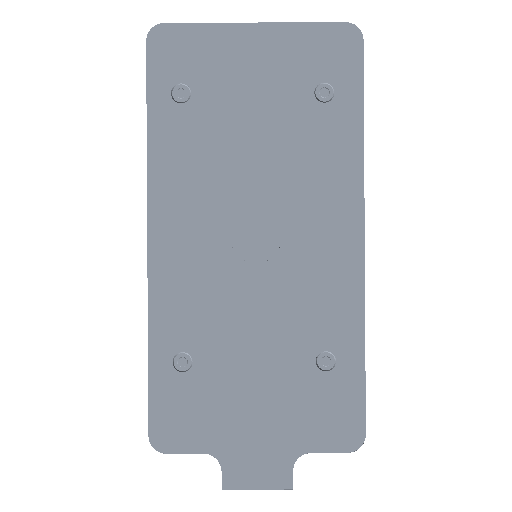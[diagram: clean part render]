
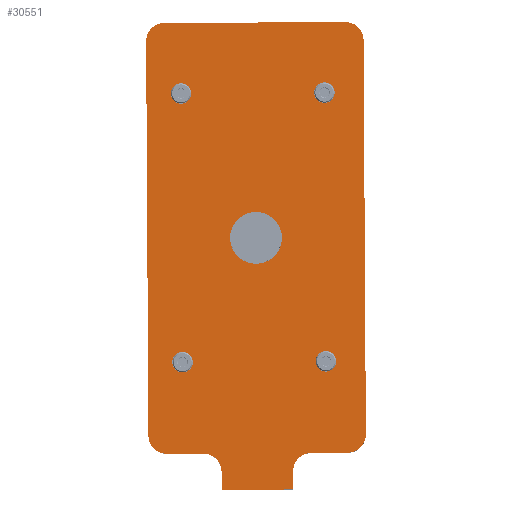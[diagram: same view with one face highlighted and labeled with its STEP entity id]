
A CAD part, top view. The second image highlights one B-rep face of the part: STEP entity #30551.
In plain terms, the highlighted planar face has unit normal (0, 0, 1).
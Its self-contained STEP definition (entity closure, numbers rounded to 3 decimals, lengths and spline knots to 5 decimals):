
#1530=LINE('',#57196,#2202);
#1536=LINE('',#57235,#2208);
#1537=LINE('',#57240,#2209);
#1538=LINE('',#57245,#2210);
#1539=LINE('',#57247,#2211);
#1540=LINE('',#57249,#2212);
#1541=LINE('',#57253,#2213);
#1542=LINE('',#57257,#2214);
#2202=VECTOR('',#44499,1.);
#2208=VECTOR('',#44535,1.);
#2209=VECTOR('',#44538,1.);
#2210=VECTOR('',#44543,1.);
#2211=VECTOR('',#44544,1.);
#2212=VECTOR('',#44545,1.);
#2213=VECTOR('',#44548,1.);
#2214=VECTOR('',#44551,1.);
#2874=PLANE('',#40266);
#3194=CIRCLE('',#40267,0.00281);
#3195=CIRCLE('',#40268,0.00281);
#3196=CIRCLE('',#40269,0.00281);
#3197=CIRCLE('',#40270,0.00281);
#3198=CIRCLE('',#40271,0.005);
#3199=CIRCLE('',#40272,0.005);
#3200=CIRCLE('',#40273,0.005);
#3201=CIRCLE('',#40274,0.005);
#3202=CIRCLE('',#40275,0.005);
#3203=CIRCLE('',#40276,0.005);
#3204=CIRCLE('',#40277,0.00711);
#7061=ORIENTED_EDGE('',*,*,#13869,.F.);
#7062=ORIENTED_EDGE('',*,*,#13870,.F.);
#7063=ORIENTED_EDGE('',*,*,#13871,.F.);
#7064=ORIENTED_EDGE('',*,*,#13872,.F.);
#7065=ORIENTED_EDGE('',*,*,#13873,.F.);
#7066=ORIENTED_EDGE('',*,*,#13874,.T.);
#7067=ORIENTED_EDGE('',*,*,#13875,.F.);
#7068=ORIENTED_EDGE('',*,*,#13876,.T.);
#7069=ORIENTED_EDGE('',*,*,#13854,.T.);
#7070=ORIENTED_EDGE('',*,*,#13877,.T.);
#7071=ORIENTED_EDGE('',*,*,#13878,.F.);
#7072=ORIENTED_EDGE('',*,*,#13879,.T.);
#7073=ORIENTED_EDGE('',*,*,#13880,.T.);
#7074=ORIENTED_EDGE('',*,*,#13881,.T.);
#7075=ORIENTED_EDGE('',*,*,#13882,.T.);
#7076=ORIENTED_EDGE('',*,*,#13883,.T.);
#7077=ORIENTED_EDGE('',*,*,#13884,.T.);
#7078=ORIENTED_EDGE('',*,*,#13885,.T.);
#7079=ORIENTED_EDGE('',*,*,#13886,.F.);
#13854=EDGE_CURVE('',#17266,#17265,#1530,.T.);
#13869=EDGE_CURVE('',#17280,#17280,#3194,.T.);
#13870=EDGE_CURVE('',#17281,#17281,#3195,.T.);
#13871=EDGE_CURVE('',#17282,#17282,#3196,.T.);
#13872=EDGE_CURVE('',#17283,#17283,#3197,.T.);
#13873=EDGE_CURVE('',#17284,#17285,#1536,.T.);
#13874=EDGE_CURVE('',#17284,#17286,#3198,.T.);
#13875=EDGE_CURVE('',#17287,#17286,#1537,.T.);
#13876=EDGE_CURVE('',#17287,#17266,#3199,.T.);
#13877=EDGE_CURVE('',#17265,#17288,#3200,.F.);
#13878=EDGE_CURVE('',#17289,#17288,#1538,.T.);
#13879=EDGE_CURVE('',#17289,#17290,#1539,.T.);
#13880=EDGE_CURVE('',#17290,#17291,#1540,.T.);
#13881=EDGE_CURVE('',#17291,#17292,#3201,.F.);
#13882=EDGE_CURVE('',#17292,#17293,#1541,.T.);
#13883=EDGE_CURVE('',#17293,#17294,#3202,.T.);
#13884=EDGE_CURVE('',#17294,#17295,#1542,.T.);
#13885=EDGE_CURVE('',#17295,#17285,#3203,.T.);
#13886=EDGE_CURVE('',#17296,#17296,#3204,.T.);
#17265=VERTEX_POINT('',#57195);
#17266=VERTEX_POINT('',#57197);
#17280=VERTEX_POINT('',#57228);
#17281=VERTEX_POINT('',#57230);
#17282=VERTEX_POINT('',#57232);
#17283=VERTEX_POINT('',#57234);
#17284=VERTEX_POINT('',#57236);
#17285=VERTEX_POINT('',#57237);
#17286=VERTEX_POINT('',#57239);
#17287=VERTEX_POINT('',#57241);
#17288=VERTEX_POINT('',#57244);
#17289=VERTEX_POINT('',#57246);
#17290=VERTEX_POINT('',#57248);
#17291=VERTEX_POINT('',#57250);
#17292=VERTEX_POINT('',#57252);
#17293=VERTEX_POINT('',#57254);
#17294=VERTEX_POINT('',#57256);
#17295=VERTEX_POINT('',#57258);
#17296=VERTEX_POINT('',#57261);
#20525=EDGE_LOOP('',(#7061));
#20526=EDGE_LOOP('',(#7062));
#20527=EDGE_LOOP('',(#7063));
#20528=EDGE_LOOP('',(#7064));
#20529=EDGE_LOOP('',(#7065,#7066,#7067,#7068,#7069,#7070,#7071,#7072,#7073,
#7074,#7075,#7076,#7077,#7078));
#20530=EDGE_LOOP('',(#7079));
#25545=FACE_BOUND('',#20525,.T.);
#25546=FACE_BOUND('',#20526,.T.);
#25547=FACE_BOUND('',#20527,.T.);
#25548=FACE_BOUND('',#20528,.T.);
#25549=FACE_BOUND('',#20529,.T.);
#25550=FACE_BOUND('',#20530,.T.);
#30551=ADVANCED_FACE('',(#25545,#25546,#25547,#25548,#25549,#25550),#2874,
 .T.);
#40266=AXIS2_PLACEMENT_3D('',#57226,#44525,#44526);
#40267=AXIS2_PLACEMENT_3D('',#57227,#44527,#44528);
#40268=AXIS2_PLACEMENT_3D('',#57229,#44529,#44530);
#40269=AXIS2_PLACEMENT_3D('',#57231,#44531,#44532);
#40270=AXIS2_PLACEMENT_3D('',#57233,#44533,#44534);
#40271=AXIS2_PLACEMENT_3D('',#57238,#44536,#44537);
#40272=AXIS2_PLACEMENT_3D('',#57242,#44539,#44540);
#40273=AXIS2_PLACEMENT_3D('',#57243,#44541,#44542);
#40274=AXIS2_PLACEMENT_3D('',#57251,#44546,#44547);
#40275=AXIS2_PLACEMENT_3D('',#57255,#44549,#44550);
#40276=AXIS2_PLACEMENT_3D('',#57259,#44552,#44553);
#40277=AXIS2_PLACEMENT_3D('',#57260,#44554,#44555);
#44499=DIRECTION('',(1.,0.,0.));
#44525=DIRECTION('',(0.,0.,1.));
#44526=DIRECTION('',(1.,0.,0.));
#44527=DIRECTION('',(0.,0.,1.));
#44528=DIRECTION('',(1.,0.,0.));
#44529=DIRECTION('',(0.,0.,1.));
#44530=DIRECTION('',(1.,0.,0.));
#44531=DIRECTION('',(0.,0.,1.));
#44532=DIRECTION('',(1.,0.,0.));
#44533=DIRECTION('',(0.,0.,1.));
#44534=DIRECTION('',(1.,0.,0.));
#44535=DIRECTION('',(1.,0.,0.));
#44536=DIRECTION('',(0.,0.,1.));
#44537=DIRECTION('',(1.,0.,0.));
#44538=DIRECTION('',(0.,1.,0.));
#44539=DIRECTION('',(0.,0.,1.));
#44540=DIRECTION('',(1.,0.,0.));
#44541=DIRECTION('',(0.,0.,1.));
#44542=DIRECTION('',(1.,0.,0.));
#44543=DIRECTION('',(0.,1.,0.));
#44544=DIRECTION('',(1.,0.,0.));
#44545=DIRECTION('',(0.,1.,0.));
#44546=DIRECTION('',(0.,0.,1.));
#44547=DIRECTION('',(1.,0.,0.));
#44548=DIRECTION('',(1.,0.,0.));
#44549=DIRECTION('',(0.,0.,1.));
#44550=DIRECTION('',(1.,0.,0.));
#44551=DIRECTION('',(0.,1.,0.));
#44552=DIRECTION('',(0.,0.,1.));
#44553=DIRECTION('',(1.,0.,0.));
#44554=DIRECTION('',(0.,0.,1.));
#44555=DIRECTION('',(1.,0.,0.));
#57195=CARTESIAN_POINT('',(-0.01482,-0.05913,0.006));
#57196=CARTESIAN_POINT('',(0.,-0.05913,0.006));
#57197=CARTESIAN_POINT('',(-0.02485,-0.05913,0.006));
#57226=CARTESIAN_POINT('',(0.,0.,0.006));
#57227=CARTESIAN_POINT('',(0.01901,-0.03401,0.006));
#57228=CARTESIAN_POINT('',(0.02183,-0.03401,0.006));
#57229=CARTESIAN_POINT('',(0.01901,0.03977,0.006));
#57230=CARTESIAN_POINT('',(0.02183,0.03977,0.006));
#57231=CARTESIAN_POINT('',(-0.02036,0.03977,0.006));
#57232=CARTESIAN_POINT('',(-0.01754,0.03977,0.006));
#57233=CARTESIAN_POINT('',(-0.02036,-0.03401,0.006));
#57234=CARTESIAN_POINT('',(-0.01754,-0.03401,0.006));
#57235=CARTESIAN_POINT('',(0.,0.05913,0.006));
#57236=CARTESIAN_POINT('',(-0.02485,0.05913,0.006));
#57237=CARTESIAN_POINT('',(0.02485,0.05913,0.006));
#57238=CARTESIAN_POINT('',(-0.02485,0.05413,0.006));
#57239=CARTESIAN_POINT('',(-0.02985,0.05413,0.006));
#57240=CARTESIAN_POINT('',(-0.02985,0.,0.006));
#57241=CARTESIAN_POINT('',(-0.02985,-0.05413,0.006));
#57242=CARTESIAN_POINT('',(-0.02485,-0.05413,0.006));
#57243=CARTESIAN_POINT('',(-0.01482,-0.06413,0.006));
#57244=CARTESIAN_POINT('',(-0.00982,-0.06413,0.006));
#57245=CARTESIAN_POINT('',(-0.00982,-0.06913,0.006));
#57246=CARTESIAN_POINT('',(-0.00982,-0.06913,0.006));
#57247=CARTESIAN_POINT('',(0.,-0.06913,0.006));
#57248=CARTESIAN_POINT('',(0.00982,-0.06913,0.006));
#57249=CARTESIAN_POINT('',(0.00982,-0.06913,0.006));
#57250=CARTESIAN_POINT('',(0.00982,-0.06413,0.006));
#57251=CARTESIAN_POINT('',(0.01482,-0.06413,0.006));
#57252=CARTESIAN_POINT('',(0.01482,-0.05913,0.006));
#57253=CARTESIAN_POINT('',(0.,-0.05913,0.006));
#57254=CARTESIAN_POINT('',(0.02485,-0.05913,0.006));
#57255=CARTESIAN_POINT('',(0.02485,-0.05413,0.006));
#57256=CARTESIAN_POINT('',(0.02985,-0.05413,0.006));
#57257=CARTESIAN_POINT('',(0.02985,0.,0.006));
#57258=CARTESIAN_POINT('',(0.02985,0.05413,0.006));
#57259=CARTESIAN_POINT('',(0.02485,0.05413,0.006));
#57260=CARTESIAN_POINT('',(0.,0.,0.006));
#57261=CARTESIAN_POINT('',(0.00711,0.,0.006));
